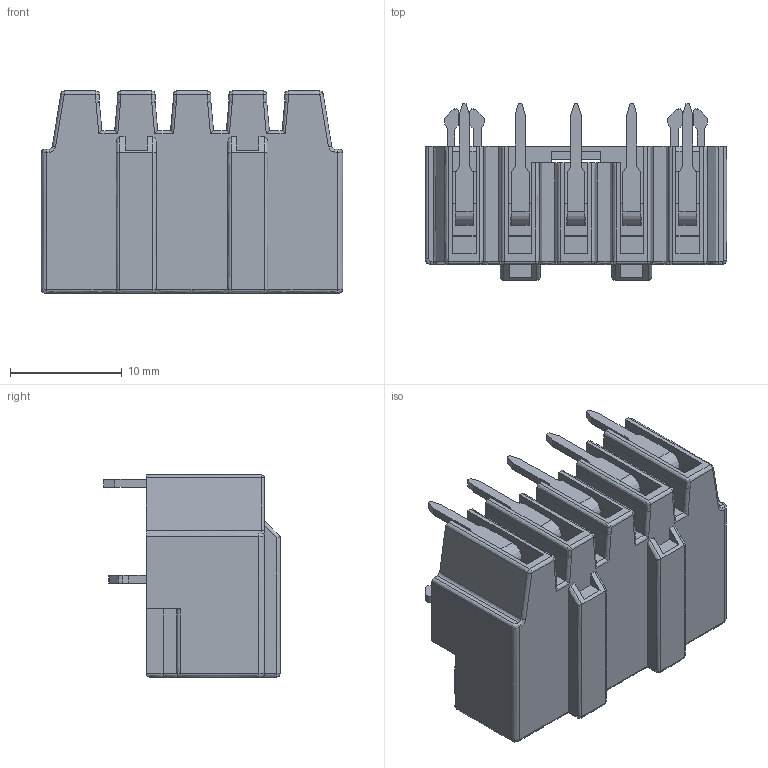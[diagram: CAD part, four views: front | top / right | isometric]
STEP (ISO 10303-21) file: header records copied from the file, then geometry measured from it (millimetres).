
FILE_DESCRIPTION( ('This file contains a STEP AP42 implementation' ,'as created by ZW3D STEP Interface translator.') ,'2;1' );
FILE_NAME( 'WJ9RC-5.0-05P.stp' ,'25 422. 83620', (''), ('ZWCAD Software Co.'), 'Version 1.0', 'ZW3D to STEP translator', '' );
FILE_SCHEMA(('AUTOMOTIVE_DESIGN'));
Length unit declared in the file: millimetre
Products named in the file (2): 0; WJ9RC-5.0-05P蚾饜
Bounding box: 27 x 15.8 x 18.1 mm (x, y, z)
Volume: 1913.4 mm3; surface area: 4212.9 mm2
Topology: 1 solids, 31 shells, 871 faces, 2241 edges, 1429 vertices
Faces by surface type: bspline 871
Entity records: 27043 total; most frequent: CARTESIAN_POINT 12458, ORIENTED_EDGE 4480, EDGE_CURVE 2240, B_SPLINE_CURVE_WITH_KNOTS 2071, VERTEX_POINT 1429, EDGE_LOOP 903, FACE_OUTER_BOUND 871, ADVANCED_FACE 871
